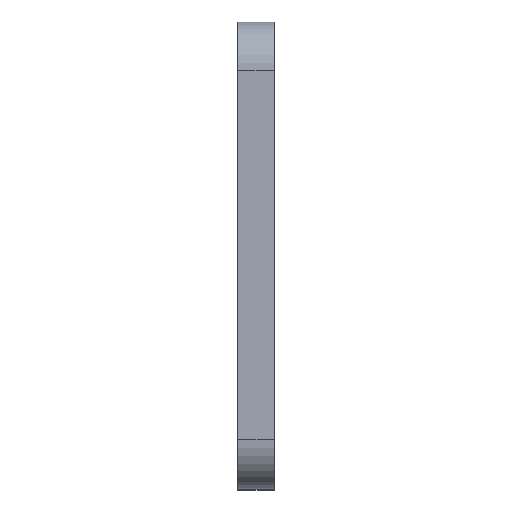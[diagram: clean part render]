
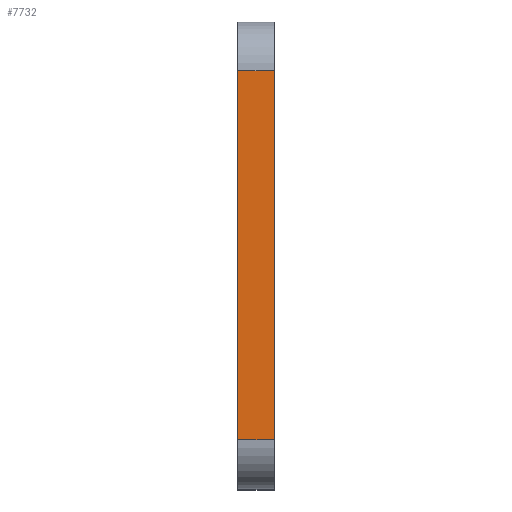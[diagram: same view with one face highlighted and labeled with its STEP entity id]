
A CAD part, top view. The second image highlights one B-rep face of the part: STEP entity #7732.
In plain terms, the highlighted planar face has unit normal (0, 0, 1).
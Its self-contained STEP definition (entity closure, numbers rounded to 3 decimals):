
#57=PLANE('',#8207);
#486=FACE_OUTER_BOUND('',#905,.T.);
#905=EDGE_LOOP('',(#6877,#6878,#6879,#6880));
#2071=LINE('',#22010,#2459);
#2130=LINE('',#34174,#2518);
#2131=LINE('',#34177,#2519);
#2132=LINE('',#34178,#2520);
#2459=VECTOR('',#9291,10.);
#2518=VECTOR('',#9514,10.);
#2519=VECTOR('',#9517,10.);
#2520=VECTOR('',#9518,10.);
#3269=VERTEX_POINT('',#22007);
#3270=VERTEX_POINT('',#22009);
#3327=VERTEX_POINT('',#34172);
#3328=VERTEX_POINT('',#34176);
#4361=EDGE_CURVE('',#3270,#3269,#2071,.T.);
#4537=EDGE_CURVE('',#3269,#3327,#2130,.T.);
#4538=EDGE_CURVE('',#3328,#3327,#2131,.T.);
#4539=EDGE_CURVE('',#3270,#3328,#2132,.T.);
#6877=ORIENTED_EDGE('',*,*,#4361,.T.);
#6878=ORIENTED_EDGE('',*,*,#4537,.T.);
#6879=ORIENTED_EDGE('',*,*,#4538,.F.);
#6880=ORIENTED_EDGE('',*,*,#4539,.F.);
#7732=ADVANCED_FACE('',(#486),#57,.T.);
#8207=AXIS2_PLACEMENT_3D('',#34175,#9515,#9516);
#9291=DIRECTION('',(0.,1.,0.));
#9514=DIRECTION('',(-1.,0.,0.));
#9515=DIRECTION('center_axis',(0.,0.,
1.));
#9516=DIRECTION('ref_axis',(0.,1.,0.));
#9517=DIRECTION('',(0.,1.,0.));
#9518=DIRECTION('',(-1.,0.,0.));
#22007=CARTESIAN_POINT('',(36.633,194.74,272.071));
#22009=CARTESIAN_POINT('',(36.633,134.695,272.071));
#22010=CARTESIAN_POINT('',(36.633,134.695,272.071));
#34172=CARTESIAN_POINT('',(30.633,194.74,272.071));
#34174=CARTESIAN_POINT('',(36.633,194.74,272.071));
#34175=CARTESIAN_POINT('Origin',(36.633,134.695,272.071));
#34176=CARTESIAN_POINT('',(30.633,134.695,272.071));
#34177=CARTESIAN_POINT('',(30.633,134.695,272.071));
#34178=CARTESIAN_POINT('',(36.633,134.695,272.071));
